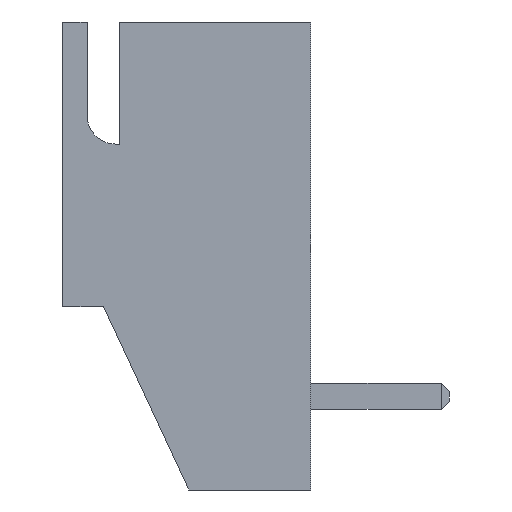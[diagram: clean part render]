
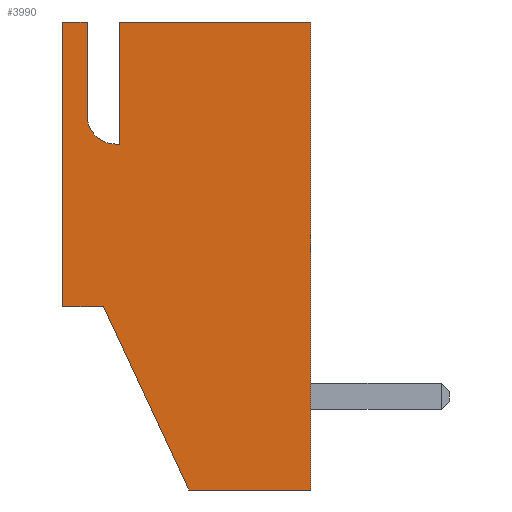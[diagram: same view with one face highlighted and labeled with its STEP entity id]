
A CAD part, left-side view. The second image highlights one B-rep face of the part: STEP entity #3990.
In plain terms, the highlighted planar face has unit normal (-1, 0, 0).
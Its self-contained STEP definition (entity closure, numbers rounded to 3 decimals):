
#54=CIRCLE('',#4237,0.7);
#136=FACE_OUTER_BOUND('',#364,.T.);
#364=EDGE_LOOP('',(#2793,#2794,#2795,#2796,#2797,#2798,#2799,#2800,#2801,
#2802,#2803));
#628=LINE('',#5664,#1166);
#632=LINE('',#5672,#1170);
#634=LINE('',#5677,#1172);
#642=LINE('',#5694,#1180);
#659=LINE('',#5731,#1197);
#692=LINE('',#5802,#1230);
#696=LINE('',#5812,#1234);
#697=LINE('',#5814,#1235);
#698=LINE('',#5816,#1236);
#699=LINE('',#5817,#1237);
#1166=VECTOR('',#4547,10.);
#1170=VECTOR('',#4555,10.);
#1172=VECTOR('',#4559,10.);
#1180=VECTOR('',#4571,10.);
#1197=VECTOR('',#4610,10.);
#1230=VECTOR('',#4665,10.);
#1234=VECTOR('',#4677,10.);
#1235=VECTOR('',#4680,10.);
#1236=VECTOR('',#4681,10.);
#1237=VECTOR('',#4682,10.);
#1703=VERTEX_POINT('',#5661);
#1704=VERTEX_POINT('',#5663);
#1706=VERTEX_POINT('',#5671);
#1707=VERTEX_POINT('',#5675);
#1708=VERTEX_POINT('',#5676);
#1715=VERTEX_POINT('',#5693);
#1724=VERTEX_POINT('',#5730);
#1750=VERTEX_POINT('',#5799);
#1751=VERTEX_POINT('',#5801);
#1753=VERTEX_POINT('',#5807);
#1754=VERTEX_POINT('',#5815);
#2076=EDGE_CURVE('',#1704,#1703,#628,.T.);
#2080=EDGE_CURVE('',#1706,#1704,#632,.T.);
#2082=EDGE_CURVE('',#1707,#1708,#634,.T.);
#2090=EDGE_CURVE('',#1708,#1715,#642,.T.);
#2109=EDGE_CURVE('',#1724,#1706,#659,.T.);
#2144=EDGE_CURVE('',#1751,#1750,#692,.T.);
#2147=EDGE_CURVE('',#1753,#1724,#54,.T.);
#2150=EDGE_CURVE('',#1750,#1753,#696,.T.);
#2151=EDGE_CURVE('',#1703,#1707,#697,.T.);
#2152=EDGE_CURVE('',#1715,#1754,#698,.T.);
#2153=EDGE_CURVE('',#1754,#1751,#699,.T.);
#2793=ORIENTED_EDGE('',*,*,#2144,.T.);
#2794=ORIENTED_EDGE('',*,*,#2150,.T.);
#2795=ORIENTED_EDGE('',*,*,#2147,.T.);
#2796=ORIENTED_EDGE('',*,*,#2109,.T.);
#2797=ORIENTED_EDGE('',*,*,#2080,.T.);
#2798=ORIENTED_EDGE('',*,*,#2076,.T.);
#2799=ORIENTED_EDGE('',*,*,#2151,.T.);
#2800=ORIENTED_EDGE('',*,*,#2082,.T.);
#2801=ORIENTED_EDGE('',*,*,#2090,.T.);
#2802=ORIENTED_EDGE('',*,*,#2152,.T.);
#2803=ORIENTED_EDGE('',*,*,#2153,.T.);
#3776=PLANE('',#4239);
#3990=ADVANCED_FACE('',(#136),#3776,.T.);
#4237=AXIS2_PLACEMENT_3D('',#5808,#4671,#4672);
#4239=AXIS2_PLACEMENT_3D('',#5813,#4678,#4679);
#4547=DIRECTION('',(0.,0.,-1.));
#4555=DIRECTION('',(0.,1.,0.));
#4559=DIRECTION('',(0.,-0.423,-0.906));
#4571=DIRECTION('',(0.,-1.,0.));
#4610=DIRECTION('',(0.,0.,1.));
#4665=DIRECTION('',(0.,0.,-1.));
#4671=DIRECTION('center_axis',(1.,0.,0.));
#4672=DIRECTION('ref_axis',(0.,0.,-1.));
#4677=DIRECTION('',(0.,1.,0.));
#4678=DIRECTION('center_axis',(-1.,0.,0.));
#4679=DIRECTION('ref_axis',(0.,0.,1.));
#4680=DIRECTION('',(0.,-1.,0.));
#4681=DIRECTION('',(0.,0.,1.));
#4682=DIRECTION('',(0.,1.,0.));
#5661=CARTESIAN_POINT('',(-9.95,6.1,-7.));
#5663=CARTESIAN_POINT('',(-9.95,6.1,0.));
#5664=CARTESIAN_POINT('',(-9.95,6.1,0.));
#5671=CARTESIAN_POINT('',(-9.95,5.5,0.));
#5672=CARTESIAN_POINT('',(-9.95,0.,0.));
#5675=CARTESIAN_POINT('',(-9.95,5.1,-7.));
#5676=CARTESIAN_POINT('',(-9.95,3.,-11.5));
#5677=CARTESIAN_POINT('',(-9.95,5.1,-7.));
#5693=CARTESIAN_POINT('',(-9.95,0.,-11.5));
#5694=CARTESIAN_POINT('',(-9.95,3.,-11.5));
#5730=CARTESIAN_POINT('',(-9.95,5.5,-2.3));
#5731=CARTESIAN_POINT('',(-9.95,5.5,-5.25));
#5799=CARTESIAN_POINT('',(-9.95,4.7,-3.));
#5801=CARTESIAN_POINT('',(-9.95,4.7,0.));
#5802=CARTESIAN_POINT('',(-9.95,4.7,-3.25));
#5807=CARTESIAN_POINT('',(-9.95,4.8,-3.));
#5808=CARTESIAN_POINT('Origin',(-9.95,4.8,-2.3));
#5812=CARTESIAN_POINT('',(-9.95,3.925,-3.));
#5813=CARTESIAN_POINT('Origin',(-9.95,3.05,-3.5));
#5814=CARTESIAN_POINT('',(-9.95,6.1,-7.));
#5815=CARTESIAN_POINT('',(-9.95,0.,0.));
#5816=CARTESIAN_POINT('',(-9.95,0.,-11.5));
#5817=CARTESIAN_POINT('',(-9.95,0.,0.));
